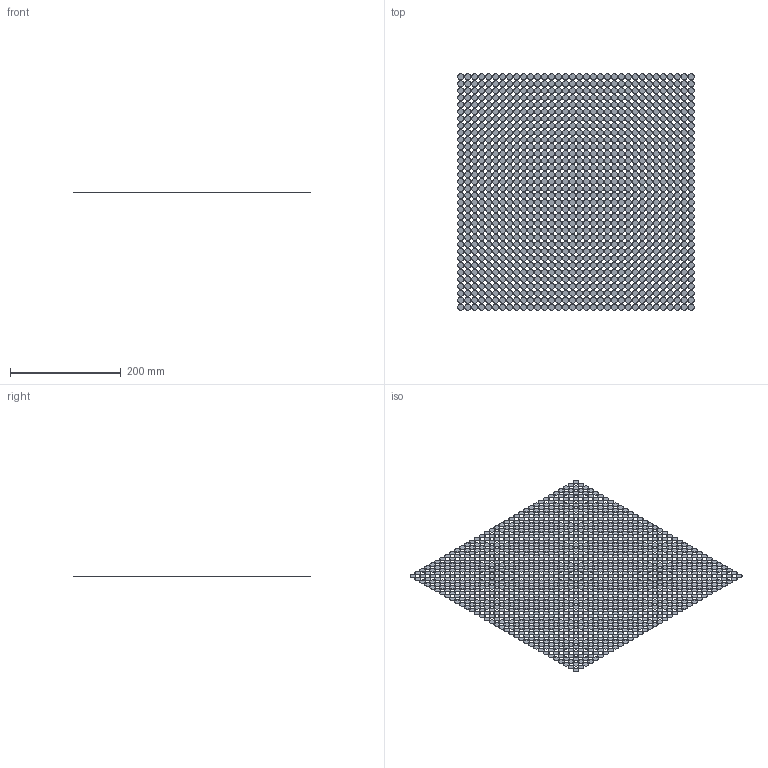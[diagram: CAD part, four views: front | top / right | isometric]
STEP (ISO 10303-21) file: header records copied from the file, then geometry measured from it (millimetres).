
FILE_DESCRIPTION(/* description */ (''),/* implementation_level */ '2;1');
FILE_NAME(/* name */ 'c5g7.step',/* time_stamp */ '2022-03-14T19:51:05-04:00',/* author */ (''),/* organization */ (''),/* preprocessor_version */ 'ST-DEVELOPER v18.1',/* originating_system */ 'Autodesk Translation Framework v10.13.0.1454',/* authorisation */ '');
FILE_SCHEMA (('AUTOMOTIVE_DESIGN { 1 0 10303 214 3 1 1 }'));
Length unit declared in the file: centimetre
Products named in the file (21): c5g7; UO2 Lattice 1; UO2 Pins; Guide Tubes; Fission Chamber; MOX Lattice 1; MOX-4.3 Pins; MOX-7.0 Pins; MOX-8.7 Pins; Guide Tubes (1); Fission Chamber (1); MOX Lattice 2; Guide Tubes (2); MOX-4.3 Pins (1); MOX-7.0 Pins (1); MOX-8.7 Pins (1); Fission Chamber (2); UO2 Lattice 2; UO2 Pins (1); Guide Tubes (3); Fission Chamber (3)
Assembly tree (20 placements, depth 3):
  c5g7
    UO2 Lattice 1
      UO2 Pins
      Guide Tubes
      Fission Chamber
    MOX Lattice 1
      MOX-4.3 Pins
      MOX-7.0 Pins
      MOX-8.7 Pins
      Guide Tubes (1)
      Fission Chamber (1)
    MOX Lattice 2
      Guide Tubes (2)
      MOX-4.3 Pins (1)
      MOX-7.0 Pins (1)
      MOX-8.7 Pins (1)
      Fission Chamber (2)
    UO2 Lattice 2
      UO2 Pins (1)
      Guide Tubes (3)
      Fission Chamber (3)
Bounding box: 426.6 x 426.6 x 0 mm (x, y, z)
Surface area: 105899.8 mm2 (no closed solid volume)
Topology: 0 solids, 1156 shells, 1156 faces, 1156 edges, 1156 vertices
Faces by surface type: plane 1156
Entity records: 23756 total; most frequent: DIRECTION 4706, CARTESIAN_POINT 3509, AXIS2_PLACEMENT_3D 2353, STYLED_ITEM 1156, FACE_OUTER_BOUND 1156, EDGE_LOOP 1156, CIRCLE 1156, VERTEX_POINT 1156
